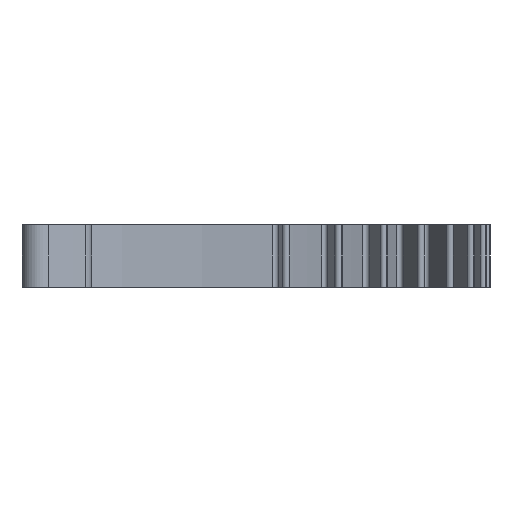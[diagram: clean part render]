
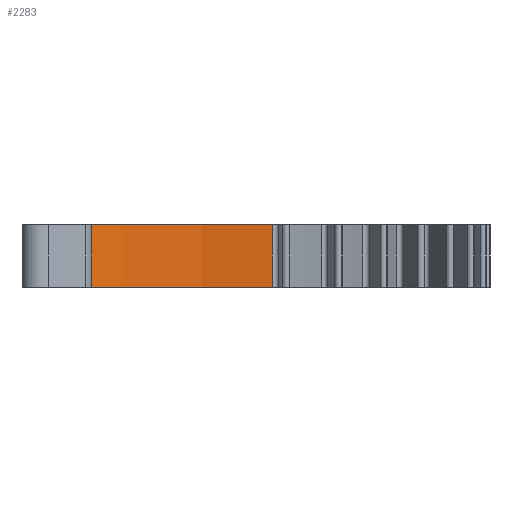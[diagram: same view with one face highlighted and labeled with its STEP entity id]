
A CAD part, left-side view. The second image highlights one B-rep face of the part: STEP entity #2283.
In plain terms, the highlighted cylindrical face has radius 110 mm (diameter 220 mm), a partial arc.
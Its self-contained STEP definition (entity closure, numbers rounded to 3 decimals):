
#155=FACE_OUTER_BOUND('',#273,.T.);
#273=EDGE_LOOP('',(#1925,#1926,#1927,#1928));
#403=CIRCLE('',#2519,110.);
#436=CIRCLE('',#2569,110.);
#458=LINE('',#3375,#646);
#622=LINE('',#3987,#810);
#646=VECTOR('',#2628,10.);
#810=VECTOR('',#3272,10.);
#835=VERTEX_POINT('',#3372);
#836=VERTEX_POINT('',#3374);
#1042=VERTEX_POINT('',#3932);
#1044=VERTEX_POINT('',#3986);
#1071=EDGE_CURVE('',#836,#835,#458,.T.);
#1343=EDGE_CURVE('',#1042,#835,#403,.T.);
#1377=EDGE_CURVE('',#1044,#1042,#622,.T.);
#1378=EDGE_CURVE('',#1044,#836,#436,.T.);
#1925=ORIENTED_EDGE('',*,*,#1071,.T.);
#1926=ORIENTED_EDGE('',*,*,#1343,.F.);
#1927=ORIENTED_EDGE('',*,*,#1377,.F.);
#1928=ORIENTED_EDGE('',*,*,#1378,.T.);
#2168=CYLINDRICAL_SURFACE('',#2568,110.);
#2283=ADVANCED_FACE('',(#155),#2168,.T.);
#2519=AXIS2_PLACEMENT_3D('',#3934,#3171,#3172);
#2568=AXIS2_PLACEMENT_3D('',#3985,#3270,#3271);
#2569=AXIS2_PLACEMENT_3D('',#3988,#3273,#3274);
#2628=DIRECTION('',(0.,0.,1.));
#3171=DIRECTION('center_axis',(0.,0.,1.));
#3172=DIRECTION('ref_axis',(-0.818,-0.575,0.));
#3270=DIRECTION('center_axis',(0.,0.,1.));
#3271=DIRECTION('ref_axis',(-0.818,-0.575,0.));
#3272=DIRECTION('',(0.,0.,1.));
#3273=DIRECTION('center_axis',(0.,0.,1.));
#3274=DIRECTION('ref_axis',(-0.818,-0.575,0.));
#3372=CARTESIAN_POINT('',(-63.246,20.,7.));
#3374=CARTESIAN_POINT('',(-63.246,20.,0.));
#3375=CARTESIAN_POINT('',(-63.246,20.,0.));
#3932=CARTESIAN_POINT('',(-90.,46.754,7.));
#3934=CARTESIAN_POINT('Origin',(0.,110.,7.));
#3985=CARTESIAN_POINT('Origin',(0.,110.,0.));
#3986=CARTESIAN_POINT('',(-90.,46.754,0.));
#3987=CARTESIAN_POINT('',(-90.,46.754,0.));
#3988=CARTESIAN_POINT('Origin',(0.,110.,0.));
